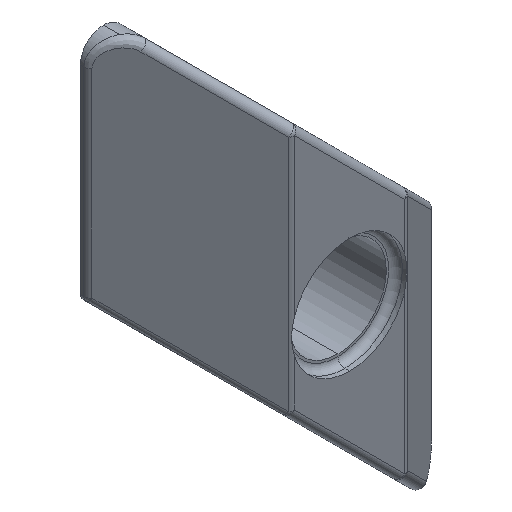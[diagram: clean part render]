
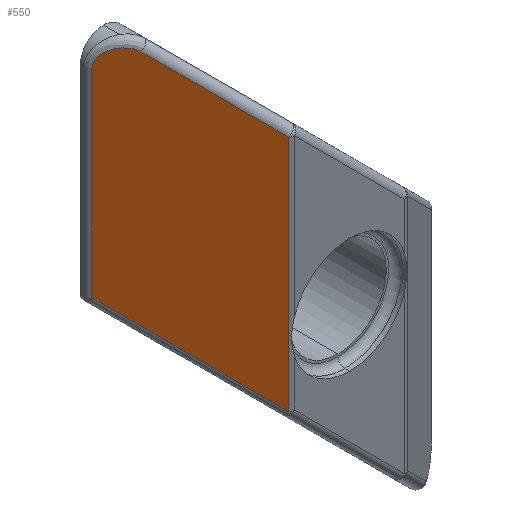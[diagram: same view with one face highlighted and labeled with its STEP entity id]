
A CAD part, isometric view. The second image highlights one B-rep face of the part: STEP entity #550.
In plain terms, the highlighted planar face has unit normal (-0.616, -0.788, 0).
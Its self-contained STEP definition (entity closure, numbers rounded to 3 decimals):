
#4 = CARTESIAN_POINT ( 'NONE',  ( -2.581, -5.936, 7.559 ) ) ;
#25 = DIRECTION ( 'NONE',  ( 0., 0., 1. ) ) ;
#42 = VECTOR ( 'NONE', #25, 1000. ) ;
#82 = VERTEX_POINT ( 'NONE', #1518 ) ;
#90 = CARTESIAN_POINT ( 'NONE',  ( -6.181, -3.124, 11.159 ) ) ;
#132 = CARTESIAN_POINT ( 'NONE',  ( -7.492, -2.1, 15. ) ) ;
#212 = VERTEX_POINT ( 'NONE', #1300 ) ;
#213 = DIRECTION ( 'NONE',  ( 0., 0., -1. ) ) ;
#227 = VECTOR ( 'NONE', #1460, 1000. ) ;
#269 = LINE ( 'NONE', #1218, #227 ) ;
#290 = LINE ( 'NONE', #933, #1501 ) ;
#311 = ORIENTED_EDGE ( 'NONE', *, *, #1169, .T. ) ;
#316 = EDGE_LOOP ( 'NONE', ( #1381, #1448, #311, #338, #1311 ) ) ;
#318 = CARTESIAN_POINT ( 'NONE',  ( -7.376, -2.19, 10.664 ) ) ;
#338 = ORIENTED_EDGE ( 'NONE', *, *, #1287, .T. ) ;
#344 = FACE_OUTER_BOUND ( 'NONE', #316, .T. ) ;
#378 = LINE ( 'NONE', #1438, #42 ) ;
#444 = AXIS2_PLACEMENT_3D ( 'NONE', #132, #478, #1312 ) ;
#478 = DIRECTION ( 'NONE',  ( 0.616, 0.788, 0. ) ) ;
#550 = ADVANCED_FACE ( 'NONE', ( #344 ), #961, .F. ) ;
#692 = DIRECTION ( 'NONE',  ( 0.619, -0.484, -0.619 ) ) ;
#804 = CARTESIAN_POINT ( 'NONE',  ( -6.7, -2.719, 11.677 ) ) ;
#933 = CARTESIAN_POINT ( 'NONE',  ( -7.376, -2.19, 15. ) ) ;
#961 = PLANE ( 'NONE',  #444 ) ;
#1048 = CARTESIAN_POINT ( 'NONE',  ( -7.376, -2.19, 11.396 ) ) ;
#1158 = EDGE_CURVE ( 'NONE', #212, #1179, #1481, .T. ) ;
#1161 = EDGE_CURVE ( 'NONE', #1179, #1474, #290, .T. ) ;
#1169 = EDGE_CURVE ( 'NONE', #1474, #82, #1194, .T. ) ;
#1179 = VERTEX_POINT ( 'NONE', #1511 ) ;
#1194 = LINE ( 'NONE', #1401, #1479 ) ;
#1218 = CARTESIAN_POINT ( 'NONE',  ( -8.461, -1.342, 13.439 ) ) ;
#1256 = VERTEX_POINT ( 'NONE', #4 ) ;
#1287 = EDGE_CURVE ( 'NONE', #82, #1256, #378, .T. ) ;
#1300 = CARTESIAN_POINT ( 'NONE',  ( -6.181, -3.124, 11.159 ) ) ;
#1311 = ORIENTED_EDGE ( 'NONE', *, *, #1378, .T. ) ;
#1312 = DIRECTION ( 'NONE',  ( -0.788, 0.616, 0. ) ) ;
#1378 = EDGE_CURVE ( 'NONE', #1256, #212, #269, .T. ) ;
#1381 = ORIENTED_EDGE ( 'NONE', *, *, #1158, .T. ) ;
#1401 = CARTESIAN_POINT ( 'NONE',  ( -12.416, 1.747, 7.07 ) ) ;
#1415 = CARTESIAN_POINT ( 'NONE',  ( -7.376, -2.19, 2.03 ) ) ;
#1438 = CARTESIAN_POINT ( 'NONE',  ( -2.581, -5.936, 15. ) ) ;
#1448 = ORIENTED_EDGE ( 'NONE', *, *, #1161, .T. ) ;
#1460 = DIRECTION ( 'NONE',  ( -0.619, 0.484, 0.619 ) ) ;
#1474 = VERTEX_POINT ( 'NONE', #1415 ) ;
#1479 = VECTOR ( 'NONE', #692, 1000. ) ;
#1481 =( BOUNDED_CURVE ( )  B_SPLINE_CURVE ( 3, ( #90, #804, #1048, #318 ),
 .UNSPECIFIED., .F., .T. ) 
 B_SPLINE_CURVE_WITH_KNOTS ( ( 4, 4 ),
 ( 3.927, 6.283 ),
 .UNSPECIFIED. ) 
 CURVE ( )  GEOMETRIC_REPRESENTATION_ITEM ( )  RATIONAL_B_SPLINE_CURVE ( ( 1., 0.588, 0.588, 1. ) ) 
 REPRESENTATION_ITEM ( '' )  );
#1501 = VECTOR ( 'NONE', #213, 1000. ) ;
#1511 = CARTESIAN_POINT ( 'NONE',  ( -7.376, -2.19, 10.664 ) ) ;
#1518 = CARTESIAN_POINT ( 'NONE',  ( -2.581, -5.936, -2.765 ) ) ;
